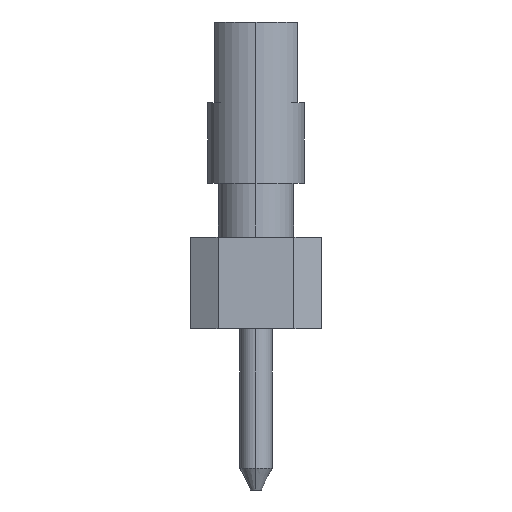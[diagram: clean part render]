
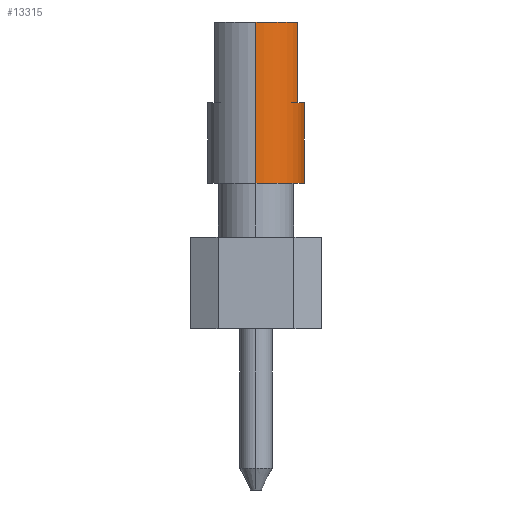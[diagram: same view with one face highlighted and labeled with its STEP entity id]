
A CAD part, left-side view. The second image highlights one B-rep face of the part: STEP entity #13315.
In plain terms, the highlighted cylindrical face has radius 0.9 mm (diameter 1.8 mm), a partial arc.
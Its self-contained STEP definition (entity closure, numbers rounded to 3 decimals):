
#13240=CARTESIAN_POINT('',(0.0,0.,2.7));
#13241=DIRECTION('',(0.0,0.0,1.0));
#13242=DIRECTION('',(1.0,0.0,0.0));
#13243=AXIS2_PLACEMENT_3D('',#13240,#13241,#13242);
#13244=CYLINDRICAL_SURFACE('',#13243,0.9);
#13245=CARTESIAN_POINT('',(0.9,0.,5.7));
#13246=VERTEX_POINT('',#13245);
#13247=CARTESIAN_POINT('',(0.9,0.,2.7));
#13248=VERTEX_POINT('',#13247);
#13249=CARTESIAN_POINT('',(0.9,0.,5.7));
#13250=DIRECTION('',(0.0,0.0,-1.0));
#13251=VECTOR('',#13250,3.0);
#13252=LINE('',#13249,#13251);
#13253=EDGE_CURVE('',#13246,#13248,#13252,.T.);
#13254=ORIENTED_EDGE('',*,*,#13253,.F.);
#13255=CARTESIAN_POINT('',(0.45,-0.779,5.7));
#13256=VERTEX_POINT('',#13255);
#13257=CARTESIAN_POINT('',(0.0,0.0,5.7));
#13258=DIRECTION('',(0.0,0.0,-1.0));
#13259=DIRECTION('',(1.0,0.0,0.0));
#13260=AXIS2_PLACEMENT_3D('',#13257,#13258,#13259);
#13261=CIRCLE('',#13260,0.9);
#13262=EDGE_CURVE('',#13246,#13256,#13261,.T.);
#13263=ORIENTED_EDGE('',*,*,#13262,.T.);
#13264=CARTESIAN_POINT('',(0.45,-0.779,4.2));
#13265=VERTEX_POINT('',#13264);
#13266=CARTESIAN_POINT('',(0.45,-0.779,5.7));
#13267=DIRECTION('',(0.0,0.0,-1.0));
#13268=VECTOR('',#13267,1.5);
#13269=LINE('',#13266,#13268);
#13270=EDGE_CURVE('',#13256,#13265,#13269,.T.);
#13271=ORIENTED_EDGE('',*,*,#13270,.T.);
#13272=CARTESIAN_POINT('',(-0.45,-0.779,4.2));
#13273=VERTEX_POINT('',#13272);
#13274=CARTESIAN_POINT('',(0.0,0.,4.2));
#13275=DIRECTION('',(0.0,0.0,-1.0));
#13276=DIRECTION('',(1.0,0.0,0.0));
#13277=AXIS2_PLACEMENT_3D('',#13274,#13275,#13276);
#13278=CIRCLE('',#13277,0.9);
#13279=EDGE_CURVE('',#13265,#13273,#13278,.T.);
#13280=ORIENTED_EDGE('',*,*,#13279,.T.);
#13281=CARTESIAN_POINT('',(-0.45,-0.779,5.7));
#13282=VERTEX_POINT('',#13281);
#13283=CARTESIAN_POINT('',(-0.45,-0.779,4.2));
#13284=DIRECTION('',(0.0,0.0,1.0));
#13285=VECTOR('',#13284,1.5);
#13286=LINE('',#13283,#13285);
#13287=EDGE_CURVE('',#13273,#13282,#13286,.T.);
#13288=ORIENTED_EDGE('',*,*,#13287,.T.);
#13289=CARTESIAN_POINT('',(-0.9,0.,5.7));
#13290=VERTEX_POINT('',#13289);
#13291=CARTESIAN_POINT('',(0.0,0.0,5.7));
#13292=DIRECTION('',(0.0,0.0,-1.0));
#13293=DIRECTION('',(1.0,0.0,0.0));
#13294=AXIS2_PLACEMENT_3D('',#13291,#13292,#13293);
#13295=CIRCLE('',#13294,0.9);
#13296=EDGE_CURVE('',#13282,#13290,#13295,.T.);
#13297=ORIENTED_EDGE('',*,*,#13296,.T.);
#13298=CARTESIAN_POINT('',(-0.9,0.,2.7));
#13299=VERTEX_POINT('',#13298);
#13300=CARTESIAN_POINT('',(-0.9,0.,5.7));
#13301=DIRECTION('',(0.0,0.0,-1.0));
#13302=VECTOR('',#13301,3.0);
#13303=LINE('',#13300,#13302);
#13304=EDGE_CURVE('',#13290,#13299,#13303,.T.);
#13305=ORIENTED_EDGE('',*,*,#13304,.T.);
#13306=CARTESIAN_POINT('',(0.0,0.,2.7));
#13307=DIRECTION('',(0.0,0.0,1.0));
#13308=DIRECTION('',(1.0,0.0,0.0));
#13309=AXIS2_PLACEMENT_3D('',#13306,#13307,#13308);
#13310=CIRCLE('',#13309,0.9);
#13311=EDGE_CURVE('',#13299,#13248,#13310,.T.);
#13312=ORIENTED_EDGE('',*,*,#13311,.T.);
#13313=EDGE_LOOP('',(#13254,#13263,#13271,#13280,#13288,#13297,#13305,#13312));
#13314=FACE_OUTER_BOUND('',#13313,.T.);
#13315=ADVANCED_FACE('',(#13314),#13244,.T.);
